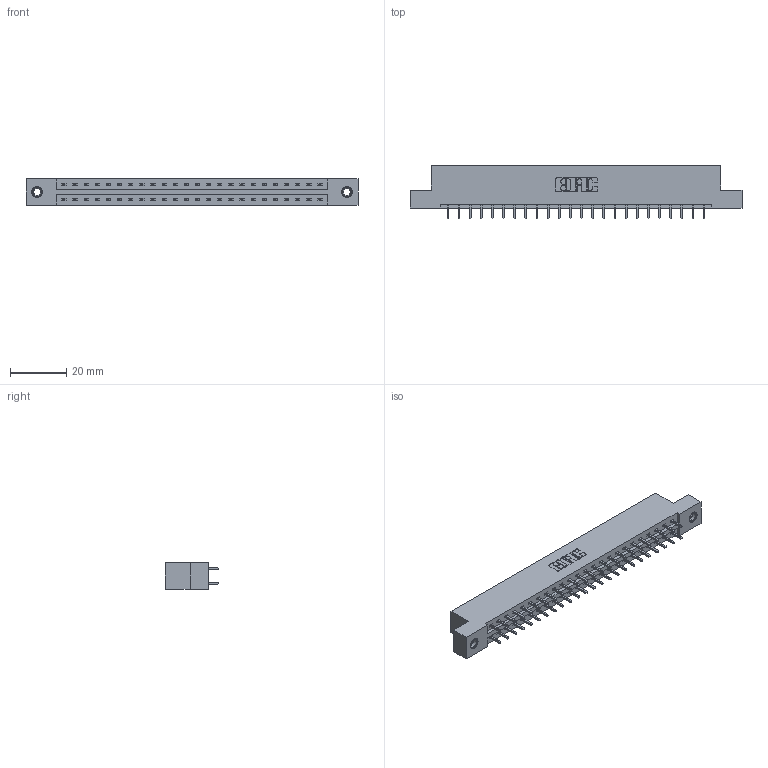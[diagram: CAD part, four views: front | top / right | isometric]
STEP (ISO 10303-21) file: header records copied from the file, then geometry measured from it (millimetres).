
FILE_DESCRIPTION (( 'STEP AP203' ), '1' );
FILE_NAME ('387-048-521-207.STEP', '2018-09-20T05:22:01', ( '' ), ( '' ), 'SwSTEP 2.0', 'SolidWorks 2016', '' );
FILE_SCHEMA (( 'CONFIG_CONTROL_DESIGN' ));
Length unit declared in the file: inch
Products named in the file (4): 337 Part_Flush Mounting Lugs - 0.156 Dia-TI; 345-292-001_345-293-121; 345-250-001_345-250-005-103; 387-048-521-207
Assembly tree (51 placements, depth 2):
  387-048-521-207
    337 Part_Flush Mounting Lugs - 0.156 Dia-TI
    345-292-001_345-293-121  x48
    345-250-001_345-250-005-103  x2
Bounding box: 118.11 x 19.06 x 9.4 mm (x, y, z)
Volume: 12174.7 mm3; surface area: 13482.3 mm2
Topology: 51 solids, 51 shells, 2766 faces, 8175 edges, 5378 vertices
Faces by surface type: plane 1926, cylinder 824, cone 12, torus 4
Entity records: 22140 total; most frequent: CARTESIAN_POINT 3725, ORIENTED_EDGE 3654, DIRECTION 3233, EDGE_CURVE 1827, LINE 1679, VECTOR 1679, VERTEX_POINT 1212, AXIS2_PLACEMENT_3D 777
